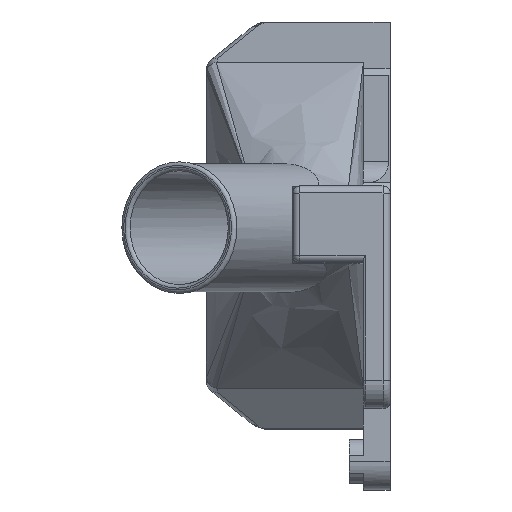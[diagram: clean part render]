
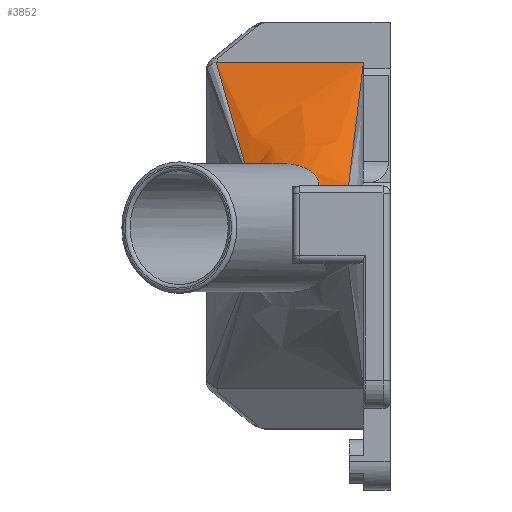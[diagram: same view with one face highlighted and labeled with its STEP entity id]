
A CAD part, top view. The second image highlights one B-rep face of the part: STEP entity #3852.
In plain terms, the highlighted free-form (B-spline) face has degree [3, 3] with [7, 4] control points.
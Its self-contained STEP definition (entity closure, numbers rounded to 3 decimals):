
#405=LINE('',#6408,#689);
#406=LINE('',#6409,#690);
#689=VECTOR('',#4599,31.338);
#690=VECTOR('',#4600,10.);
#1055=FACE_OUTER_BOUND('',#1282,.T.);
#1282=EDGE_LOOP('',(#2752,#2753,#2754,#2755,#2756,#2757,#2758,#2759));
#1513=B_SPLINE_CURVE_WITH_KNOTS('',3,(#5664,#5665,#5666,#5667,#5668),
 .UNSPECIFIED.,.F.,.F.,(4,1,4),(0.003,1.269,2.957),
 .UNSPECIFIED.);
#1516=B_SPLINE_CURVE_WITH_KNOTS('',3,(#5688,#5689,#5690,#5691,#5692,#5693,
#5694),.UNSPECIFIED.,.F.,.F.,(4,3,4),(-0.942,-0.941,
-0.932),.UNSPECIFIED.);
#1540=B_SPLINE_CURVE_WITH_KNOTS('',3,(#6370,#6371,#6372,#6373,#6374,#6375,
#6376,#6377),.UNSPECIFIED.,.F.,.F.,(4,2,2,4),(2.131,2.499,
2.828,2.869),.UNSPECIFIED.);
#1541=B_SPLINE_CURVE_WITH_KNOTS('',3,(#6379,#6380,#6381,#6382,#6383,#6384,
#6385,#6386,#6387,#6388,#6389,#6390,#6391,#6392),.UNSPECIFIED.,.F.,.F.,
(4,2,2,2,2,2,4),(0.896,1.048,1.226,1.419,
1.751,2.09,2.131),.UNSPECIFIED.);
#1542=B_SPLINE_CURVE_WITH_KNOTS('',3,(#6394,#6395,#6396,#6397,#6398,#6399),
 .UNSPECIFIED.,.F.,.F.,(4,2,4),(-1.838,-1.782,-0.954),
 .UNSPECIFIED.);
#1543=B_SPLINE_CURVE_WITH_KNOTS('',3,(#6401,#6402,#6403,#6404,#6405,#6406),
 .UNSPECIFIED.,.F.,.F.,(4,2,4),(-0.049,0.,0.003),
 .UNSPECIFIED.);
#1612=VERTEX_POINT('',#5652);
#1613=VERTEX_POINT('',#5663);
#1616=VERTEX_POINT('',#5687);
#1677=VERTEX_POINT('',#6369);
#1678=VERTEX_POINT('',#6378);
#1679=VERTEX_POINT('',#6393);
#1680=VERTEX_POINT('',#6400);
#1681=VERTEX_POINT('',#6407);
#1991=EDGE_CURVE('',#1612,#1613,#1513,.T.);
#1995=EDGE_CURVE('',#1613,#1616,#1516,.T.);
#2087=EDGE_CURVE('',#1677,#1612,#1540,.T.);
#2088=EDGE_CURVE('',#1678,#1677,#1541,.T.);
#2089=EDGE_CURVE('',#1678,#1679,#1542,.T.);
#2090=EDGE_CURVE('',#1679,#1680,#1543,.T.);
#2091=EDGE_CURVE('',#1680,#1681,#405,.T.);
#2092=EDGE_CURVE('',#1681,#1616,#406,.T.);
#2752=ORIENTED_EDGE('',*,*,#1991,.F.);
#2753=ORIENTED_EDGE('',*,*,#2087,.F.);
#2754=ORIENTED_EDGE('',*,*,#2088,.F.);
#2755=ORIENTED_EDGE('',*,*,#2089,.T.);
#2756=ORIENTED_EDGE('',*,*,#2090,.T.);
#2757=ORIENTED_EDGE('',*,*,#2091,.T.);
#2758=ORIENTED_EDGE('',*,*,#2092,.T.);
#2759=ORIENTED_EDGE('',*,*,#1995,.F.);
#3803=B_SPLINE_SURFACE_WITH_KNOTS('',3,3,((#6341,#6342,#6343,#6344),(#6345,
#6346,#6347,#6348),(#6349,#6350,#6351,#6352),(#6353,#6354,#6355,#6356),
(#6357,#6358,#6359,#6360),(#6361,#6362,#6363,#6364),(#6365,#6366,#6367,
#6368)),.UNSPECIFIED.,.F.,.F.,.F.,(4,1,1,1,4),(4,4),(0.,
0.284,0.426,0.71,0.993),
(-0.219,1.),.UNSPECIFIED.);
#3852=ADVANCED_FACE('',(#1055),#3803,.F.);
#4599=DIRECTION('',(0.066,0.549,-0.833));
#4600=DIRECTION('',(-1.,0.,0.));
#5652=CARTESIAN_POINT('',(-25.026,269.22,78.354));
#5663=CARTESIAN_POINT('',(-29.566,285.265,53.916));
#5664=CARTESIAN_POINT('Ctrl Pts',(-25.026,269.22,78.354));
#5665=CARTESIAN_POINT('Ctrl Pts',(-25.685,271.618,74.927));
#5666=CARTESIAN_POINT('Ctrl Pts',(-27.156,277.061,66.825));
#5667=CARTESIAN_POINT('Ctrl Pts',(-28.677,282.293,58.613));
#5668=CARTESIAN_POINT('Ctrl Pts',(-29.566,285.265,53.916));
#5687=CARTESIAN_POINT('',(-29.433,285.279,53.895));
#5688=CARTESIAN_POINT('Ctrl Pts',(-29.566,285.265,53.916));
#5689=CARTESIAN_POINT('Ctrl Pts',(-29.561,285.266,53.914));
#5690=CARTESIAN_POINT('Ctrl Pts',(-29.556,285.267,53.912));
#5691=CARTESIAN_POINT('Ctrl Pts',(-29.551,285.268,53.911));
#5692=CARTESIAN_POINT('Ctrl Pts',(-29.512,285.275,53.9));
#5693=CARTESIAN_POINT('Ctrl Pts',(-29.473,285.279,53.895));
#5694=CARTESIAN_POINT('Ctrl Pts',(-29.433,285.279,53.895));
#6341=CARTESIAN_POINT('Ctrl Pts',(-11.416,264.285,85.726));
#6342=CARTESIAN_POINT('Ctrl Pts',(-10.572,271.283,75.115));
#6343=CARTESIAN_POINT('Ctrl Pts',(-9.727,278.281,64.505));
#6344=CARTESIAN_POINT('Ctrl Pts',(-8.883,285.279,53.895));
#6345=CARTESIAN_POINT('Ctrl Pts',(-12.123,265.663,85.726));
#6346=CARTESIAN_POINT('Ctrl Pts',(-11.739,272.2,75.115));
#6347=CARTESIAN_POINT('Ctrl Pts',(-11.353,278.742,64.505));
#6348=CARTESIAN_POINT('Ctrl Pts',(-10.969,285.279,53.895));
#6349=CARTESIAN_POINT('Ctrl Pts',(-13.704,267.284,85.726));
#6350=CARTESIAN_POINT('Ctrl Pts',(-13.835,273.283,75.115));
#6351=CARTESIAN_POINT('Ctrl Pts',(-13.967,279.28,64.505));
#6352=CARTESIAN_POINT('Ctrl Pts',(-14.098,285.279,53.895));
#6353=CARTESIAN_POINT('Ctrl Pts',(-16.962,268.421,85.726));
#6354=CARTESIAN_POINT('Ctrl Pts',(-17.746,274.039,75.115));
#6355=CARTESIAN_POINT('Ctrl Pts',(-18.53,279.66,64.505));
#6356=CARTESIAN_POINT('Ctrl Pts',(-19.314,285.279,53.895));
#6357=CARTESIAN_POINT('Ctrl Pts',(-20.434,267.878,85.726));
#6358=CARTESIAN_POINT('Ctrl Pts',(-21.799,273.678,75.115));
#6359=CARTESIAN_POINT('Ctrl Pts',(-23.164,279.479,64.505));
#6360=CARTESIAN_POINT('Ctrl Pts',(-24.529,285.279,53.895));
#6361=CARTESIAN_POINT('Ctrl Pts',(-22.566,265.745,85.726));
#6362=CARTESIAN_POINT('Ctrl Pts',(-24.61,272.256,75.115));
#6363=CARTESIAN_POINT('Ctrl Pts',(-26.657,278.767,64.505));
#6364=CARTESIAN_POINT('Ctrl Pts',(-28.701,285.279,53.895));
#6365=CARTESIAN_POINT('Ctrl Pts',(-23.289,264.38,85.726));
#6366=CARTESIAN_POINT('Ctrl Pts',(-25.789,271.346,75.115));
#6367=CARTESIAN_POINT('Ctrl Pts',(-28.288,278.313,64.505));
#6368=CARTESIAN_POINT('Ctrl Pts',(-30.787,285.279,53.895));
#6369=CARTESIAN_POINT('',(-19.885,270.962,80.091));
#6370=CARTESIAN_POINT('Ctrl Pts',(-19.885,270.962,80.091));
#6371=CARTESIAN_POINT('Ctrl Pts',(-20.772,270.962,79.724));
#6372=CARTESIAN_POINT('Ctrl Pts',(-21.677,270.811,79.406));
#6373=CARTESIAN_POINT('Ctrl Pts',(-23.33,270.255,78.864));
#6374=CARTESIAN_POINT('Ctrl Pts',(-24.08,269.88,78.636));
#6375=CARTESIAN_POINT('Ctrl Pts',(-24.856,269.344,78.404));
#6376=CARTESIAN_POINT('Ctrl Pts',(-24.941,269.283,78.379));
#6377=CARTESIAN_POINT('Ctrl Pts',(-25.026,269.22,78.354));
#6378=CARTESIAN_POINT('',(-15.208,267.779,85.726));
#6379=CARTESIAN_POINT('Ctrl Pts',(-15.208,267.779,85.726));
#6380=CARTESIAN_POINT('Ctrl Pts',(-15.179,267.949,85.386));
#6381=CARTESIAN_POINT('Ctrl Pts',(-15.172,268.119,85.064));
#6382=CARTESIAN_POINT('Ctrl Pts',(-15.212,268.49,84.4));
#6383=CARTESIAN_POINT('Ctrl Pts',(-15.269,268.696,84.055));
#6384=CARTESIAN_POINT('Ctrl Pts',(-15.489,269.14,83.358));
#6385=CARTESIAN_POINT('Ctrl Pts',(-15.657,269.37,83.024));
#6386=CARTESIAN_POINT('Ctrl Pts',(-16.271,269.968,82.174));
#6387=CARTESIAN_POINT('Ctrl Pts',(-16.801,270.292,81.731));
#6388=CARTESIAN_POINT('Ctrl Pts',(-18.037,270.766,80.932));
#6389=CARTESIAN_POINT('Ctrl Pts',(-18.774,270.925,80.564));
#6390=CARTESIAN_POINT('Ctrl Pts',(-19.687,270.96,80.173));
#6391=CARTESIAN_POINT('Ctrl Pts',(-19.786,270.962,80.131));
#6392=CARTESIAN_POINT('Ctrl Pts',(-19.885,270.962,80.091));
#6393=CARTESIAN_POINT('',(-10.994,267.779,80.428));
#6394=CARTESIAN_POINT('Ctrl Pts',(-15.208,267.779,85.726));
#6395=CARTESIAN_POINT('Ctrl Pts',(-15.112,267.779,85.658));
#6396=CARTESIAN_POINT('Ctrl Pts',(-15.018,267.779,85.588));
#6397=CARTESIAN_POINT('Ctrl Pts',(-13.58,267.779,84.449));
#6398=CARTESIAN_POINT('Ctrl Pts',(-12.323,267.779,82.58));
#6399=CARTESIAN_POINT('Ctrl Pts',(-10.994,267.779,80.428));
#6400=CARTESIAN_POINT('',(-10.96,268.063,79.997));
#6401=CARTESIAN_POINT('Ctrl Pts',(-10.994,267.779,80.428));
#6402=CARTESIAN_POINT('Ctrl Pts',(-10.983,267.869,80.292));
#6403=CARTESIAN_POINT('Ctrl Pts',(-10.973,267.959,80.155));
#6404=CARTESIAN_POINT('Ctrl Pts',(-10.961,268.054,80.011));
#6405=CARTESIAN_POINT('Ctrl Pts',(-10.961,268.058,80.004));
#6406=CARTESIAN_POINT('Ctrl Pts',(-10.96,268.063,79.997));
#6407=CARTESIAN_POINT('',(-8.883,285.279,53.895));
#6408=CARTESIAN_POINT('',(-10.96,268.063,79.997));
#6409=CARTESIAN_POINT('',(-20.358,285.279,53.895));
